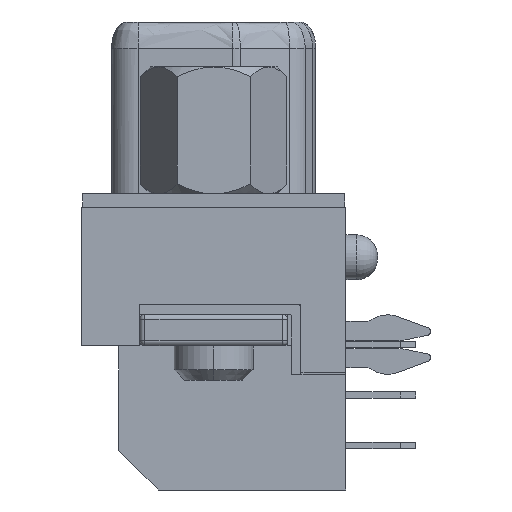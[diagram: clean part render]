
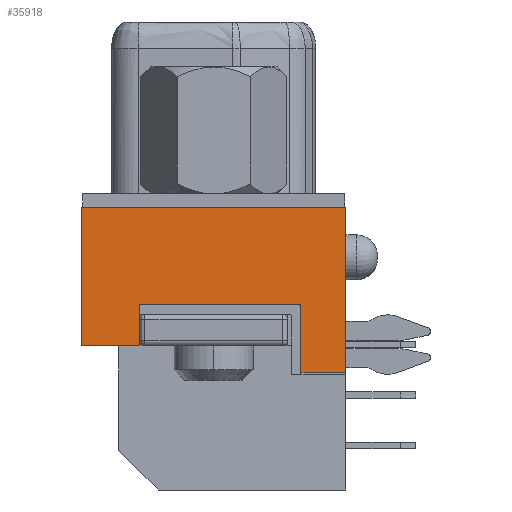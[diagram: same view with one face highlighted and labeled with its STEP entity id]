
A CAD part, left-side view. The second image highlights one B-rep face of the part: STEP entity #35918.
In plain terms, the highlighted planar face has unit normal (-1, 0, 0).
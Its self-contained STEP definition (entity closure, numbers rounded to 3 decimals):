
#394 = DIRECTION ( 'NONE',  ( 0., 0., 1. ) ) ;
#1413 = DIRECTION ( 'NONE',  ( 0., 0., 1. ) ) ;
#3060 = LINE ( 'NONE', #16293, #23675 ) ;
#3105 = CARTESIAN_POINT ( 'NONE',  ( -18.8, 7.8, -3.4 ) ) ;
#3225 = VECTOR ( 'NONE', #394, 1000. ) ;
#4294 = DIRECTION ( 'NONE',  ( 0., -1., 0. ) ) ;
#5419 = LINE ( 'NONE', #6249, #3225 ) ;
#5520 = LINE ( 'NONE', #29995, #36294 ) ;
#5749 = VERTEX_POINT ( 'NONE', #16219 ) ;
#5981 = VECTOR ( 'NONE', #13513, 1000. ) ;
#6249 = CARTESIAN_POINT ( 'NONE',  ( -18.8, 0., -3.4 ) ) ;
#7029 = EDGE_CURVE ( 'NONE', #30229, #14556, #9470, .T. ) ;
#7261 = DIRECTION ( 'NONE',  ( 0., -1., 0. ) ) ;
#9380 = DIRECTION ( 'NONE',  ( 0., 1., 0. ) ) ;
#9470 = LINE ( 'NONE', #30317, #5981 ) ;
#9495 = CARTESIAN_POINT ( 'NONE',  ( -18.8, 2.2, -1.85 ) ) ;
#9962 = VERTEX_POINT ( 'NONE', #32160 ) ;
#11083 = VERTEX_POINT ( 'NONE', #30208 ) ;
#13427 = DIRECTION ( 'NONE',  ( -1., 0., 0. ) ) ;
#13513 = DIRECTION ( 'NONE',  ( 0., 0., -1. ) ) ;
#14091 = CARTESIAN_POINT ( 'NONE',  ( -18.8, 1.7, -1.85 ) ) ;
#14344 = EDGE_CURVE ( 'NONE', #9962, #5749, #5520, .T. ) ;
#14556 = VERTEX_POINT ( 'NONE', #3105 ) ;
#14881 = EDGE_CURVE ( 'NONE', #25079, #14556, #25279, .T. ) ;
#15227 = VECTOR ( 'NONE', #20277, 1000. ) ;
#15372 = CARTESIAN_POINT ( 'NONE',  ( -18.8, 10., -3.4 ) ) ;
#15546 = VECTOR ( 'NONE', #1413, 1000. ) ;
#15843 = CARTESIAN_POINT ( 'NONE',  ( -18.8, 10., -3.4 ) ) ;
#16219 = CARTESIAN_POINT ( 'NONE',  ( -18.8, 0., 1.85 ) ) ;
#16257 = EDGE_CURVE ( 'NONE', #25079, #9962, #17343, .T. ) ;
#16293 = CARTESIAN_POINT ( 'NONE',  ( -18.8, 1.7, -3.4 ) ) ;
#17343 = LINE ( 'NONE', #29265, #15546 ) ;
#17454 = LINE ( 'NONE', #28564, #15227 ) ;
#17501 = LINE ( 'NONE', #9495, #34147 ) ;
#18044 = EDGE_CURVE ( 'NONE', #35486, #30229, #17501, .T. ) ;
#19095 = ORIENTED_EDGE ( 'NONE', *, *, #14881, .T. ) ;
#20277 = DIRECTION ( 'NONE',  ( 0., -1., 0. ) ) ;
#21142 = EDGE_CURVE ( 'NONE', #32524, #5749, #5419, .T. ) ;
#21962 = ORIENTED_EDGE ( 'NONE', *, *, #18044, .F. ) ;
#22494 = CARTESIAN_POINT ( 'NONE',  ( -18.8, 0., -4.4 ) ) ;
#22694 = ORIENTED_EDGE ( 'NONE', *, *, #7029, .F. ) ;
#23675 = VECTOR ( 'NONE', #35407, 1000. ) ;
#24850 = ORIENTED_EDGE ( 'NONE', *, *, #21142, .T. ) ;
#25079 = VERTEX_POINT ( 'NONE', #15843 ) ;
#25279 = LINE ( 'NONE', #15372, #31821 ) ;
#25482 = EDGE_LOOP ( 'NONE', ( #21962, #34118, #31284, #24850, #28853, #34160, #19095, #22694 ) ) ;
#27373 = CARTESIAN_POINT ( 'NONE',  ( -18.8, 7.8, -1.85 ) ) ;
#27426 = DIRECTION ( 'NONE',  ( 0., -1., 0. ) ) ;
#27725 = EDGE_CURVE ( 'NONE', #11083, #32524, #17454, .T. ) ;
#28054 = AXIS2_PLACEMENT_3D ( 'NONE', #30224, #13427, #7261 ) ;
#28564 = CARTESIAN_POINT ( 'NONE',  ( -18.8, 1.7, -4.4 ) ) ;
#28853 = ORIENTED_EDGE ( 'NONE', *, *, #14344, .F. ) ;
#29265 = CARTESIAN_POINT ( 'NONE',  ( -18.8, 10., -3.4 ) ) ;
#29995 = CARTESIAN_POINT ( 'NONE',  ( -18.8, 10., 1.85 ) ) ;
#30208 = CARTESIAN_POINT ( 'NONE',  ( -18.8, 1.7, -4.4 ) ) ;
#30224 = CARTESIAN_POINT ( 'NONE',  ( -18.8, 10., -3.4 ) ) ;
#30229 = VERTEX_POINT ( 'NONE', #27373 ) ;
#30284 = FACE_OUTER_BOUND ( 'NONE', #25482, .T. ) ;
#30317 = CARTESIAN_POINT ( 'NONE',  ( -18.8, 7.8, -1.85 ) ) ;
#31284 = ORIENTED_EDGE ( 'NONE', *, *, #27725, .T. ) ;
#31821 = VECTOR ( 'NONE', #4294, 1000. ) ;
#32160 = CARTESIAN_POINT ( 'NONE',  ( -18.8, 10., 1.85 ) ) ;
#32524 = VERTEX_POINT ( 'NONE', #22494 ) ;
#34118 = ORIENTED_EDGE ( 'NONE', *, *, #35809, .T. ) ;
#34147 = VECTOR ( 'NONE', #9380, 1000. ) ;
#34160 = ORIENTED_EDGE ( 'NONE', *, *, #16257, .F. ) ;
#35407 = DIRECTION ( 'NONE',  ( 0., 0., -1. ) ) ;
#35486 = VERTEX_POINT ( 'NONE', #14091 ) ;
#35774 = PLANE ( 'NONE',  #28054 ) ;
#35809 = EDGE_CURVE ( 'NONE', #35486, #11083, #3060, .T. ) ;
#35918 = ADVANCED_FACE ( 'NONE', ( #30284 ), #35774, .T. ) ;
#36294 = VECTOR ( 'NONE', #27426, 1000. ) ;
